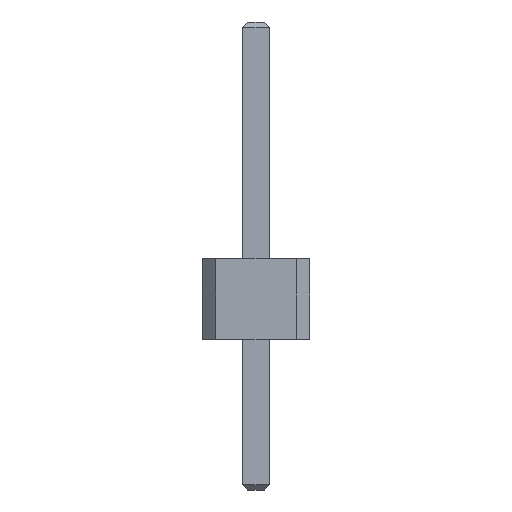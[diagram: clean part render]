
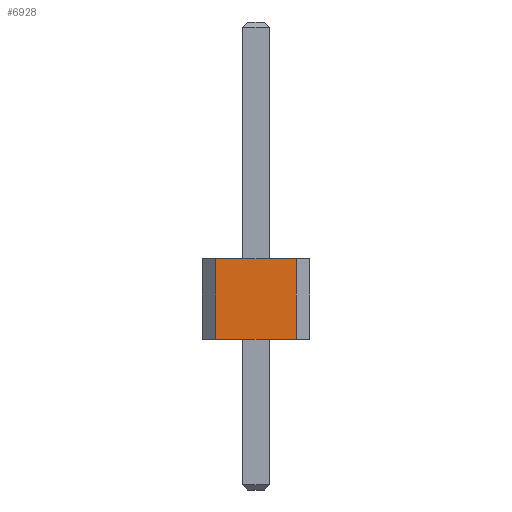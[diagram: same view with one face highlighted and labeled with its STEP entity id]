
A CAD part, front view. The second image highlights one B-rep face of the part: STEP entity #6928.
In plain terms, the highlighted planar face has unit normal (0, -1, 0).
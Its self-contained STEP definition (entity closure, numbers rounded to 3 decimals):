
#44 = PLANE('',#45);
#45 = AXIS2_PLACEMENT_3D('',#46,#47,#48);
#46 = CARTESIAN_POINT('',(-1.,0.75,0.));
#47 = DIRECTION('',(0.,0.,-1.));
#48 = DIRECTION('',(0.,1.,0.));
#100 = PLANE('',#101);
#101 = AXIS2_PLACEMENT_3D('',#102,#103,#104);
#102 = CARTESIAN_POINT('',(-1.,0.75,1.5));
#103 = DIRECTION('',(0.,0.,-1.));
#104 = DIRECTION('',(-1.,0.,0.));
#1001 = VERTEX_POINT('',#1002);
#1002 = CARTESIAN_POINT('',(0.75,-19.,0.));
#1016 = PLANE('',#1017);
#1017 = AXIS2_PLACEMENT_3D('',#1018,#1019,#1020);
#1018 = CARTESIAN_POINT('',(0.875,-18.875,0.));
#1019 = DIRECTION('',(0.707,-0.707,0.));
#1020 = DIRECTION('',(0.,0.,-1.));
#1028 = EDGE_CURVE('',#1029,#1001,#1031,.T.);
#1029 = VERTEX_POINT('',#1030);
#1030 = CARTESIAN_POINT('',(-0.75,-19.,0.));
#1031 = SURFACE_CURVE('',#1032,(#1036,#1043),.PCURVE_S1.);
#1032 = LINE('',#1033,#1034);
#1033 = CARTESIAN_POINT('',(-1.,-19.,0.));
#1034 = VECTOR('',#1035,1.);
#1035 = DIRECTION('',(1.,0.,0.));
#1036 = PCURVE('',#44,#1037);
#1037 = DEFINITIONAL_REPRESENTATION('',(#1038),#1042);
#1038 = LINE('',#1039,#1040);
#1039 = CARTESIAN_POINT('',(-19.75,0.));
#1040 = VECTOR('',#1041,1.);
#1041 = DIRECTION('',(0.,1.));
#1042 = ( GEOMETRIC_REPRESENTATION_CONTEXT(2) 
PARAMETRIC_REPRESENTATION_CONTEXT() REPRESENTATION_CONTEXT('2D SPACE',''
  ) );
#1043 = PCURVE('',#1044,#1049);
#1044 = PLANE('',#1045);
#1045 = AXIS2_PLACEMENT_3D('',#1046,#1047,#1048);
#1046 = CARTESIAN_POINT('',(-1.,-19.,0.));
#1047 = DIRECTION('',(0.,1.,0.));
#1048 = DIRECTION('',(1.,0.,0.));
#1049 = DEFINITIONAL_REPRESENTATION('',(#1050),#1054);
#1050 = LINE('',#1051,#1052);
#1051 = CARTESIAN_POINT('',(0.,0.));
#1052 = VECTOR('',#1053,1.);
#1053 = DIRECTION('',(1.,0.));
#1054 = ( GEOMETRIC_REPRESENTATION_CONTEXT(2) 
PARAMETRIC_REPRESENTATION_CONTEXT() REPRESENTATION_CONTEXT('2D SPACE',''
  ) );
#1072 = PLANE('',#1073);
#1073 = AXIS2_PLACEMENT_3D('',#1074,#1075,#1076);
#1074 = CARTESIAN_POINT('',(-0.875,-18.875,0.));
#1075 = DIRECTION('',(-0.707,-0.707,0.));
#1076 = DIRECTION('',(0.,0.,-1.));
#3670 = VERTEX_POINT('',#3671);
#3671 = CARTESIAN_POINT('',(0.75,-19.,1.5));
#3692 = EDGE_CURVE('',#3693,#3670,#3695,.T.);
#3693 = VERTEX_POINT('',#3694);
#3694 = CARTESIAN_POINT('',(-0.75,-19.,1.5));
#3695 = SURFACE_CURVE('',#3696,(#3700,#3707),.PCURVE_S1.);
#3696 = LINE('',#3697,#3698);
#3697 = CARTESIAN_POINT('',(-1.,-19.,1.5));
#3698 = VECTOR('',#3699,1.);
#3699 = DIRECTION('',(1.,0.,0.));
#3700 = PCURVE('',#100,#3701);
#3701 = DEFINITIONAL_REPRESENTATION('',(#3702),#3706);
#3702 = LINE('',#3703,#3704);
#3703 = CARTESIAN_POINT('',(0.,-19.75));
#3704 = VECTOR('',#3705,1.);
#3705 = DIRECTION('',(-1.,0.));
#3706 = ( GEOMETRIC_REPRESENTATION_CONTEXT(2) 
PARAMETRIC_REPRESENTATION_CONTEXT() REPRESENTATION_CONTEXT('2D SPACE',''
  ) );
#3707 = PCURVE('',#1044,#3708);
#3708 = DEFINITIONAL_REPRESENTATION('',(#3709),#3713);
#3709 = LINE('',#3710,#3711);
#3710 = CARTESIAN_POINT('',(0.,-1.5));
#3711 = VECTOR('',#3712,1.);
#3712 = DIRECTION('',(1.,0.));
#3713 = ( GEOMETRIC_REPRESENTATION_CONTEXT(2) 
PARAMETRIC_REPRESENTATION_CONTEXT() REPRESENTATION_CONTEXT('2D SPACE',''
  ) );
#6908 = EDGE_CURVE('',#1029,#3693,#6909,.T.);
#6909 = SURFACE_CURVE('',#6910,(#6914,#6921),.PCURVE_S1.);
#6910 = LINE('',#6911,#6912);
#6911 = CARTESIAN_POINT('',(-0.75,-19.,0.));
#6912 = VECTOR('',#6913,1.);
#6913 = DIRECTION('',(0.,0.,1.));
#6914 = PCURVE('',#1072,#6915);
#6915 = DEFINITIONAL_REPRESENTATION('',(#6916),#6920);
#6916 = LINE('',#6917,#6918);
#6917 = CARTESIAN_POINT('',(0.,0.177));
#6918 = VECTOR('',#6919,1.);
#6919 = DIRECTION('',(-1.,0.));
#6920 = ( GEOMETRIC_REPRESENTATION_CONTEXT(2) 
PARAMETRIC_REPRESENTATION_CONTEXT() REPRESENTATION_CONTEXT('2D SPACE',''
  ) );
#6921 = PCURVE('',#1044,#6922);
#6922 = DEFINITIONAL_REPRESENTATION('',(#6923),#6927);
#6923 = LINE('',#6924,#6925);
#6924 = CARTESIAN_POINT('',(0.25,0.));
#6925 = VECTOR('',#6926,1.);
#6926 = DIRECTION('',(0.,-1.));
#6927 = ( GEOMETRIC_REPRESENTATION_CONTEXT(2) 
PARAMETRIC_REPRESENTATION_CONTEXT() REPRESENTATION_CONTEXT('2D SPACE',''
  ) );
#6928 = ADVANCED_FACE('',(#6929),#1044,.F.);
#6929 = FACE_BOUND('',#6930,.F.);
#6930 = EDGE_LOOP('',(#6931,#6932,#6933,#6934));
#6931 = ORIENTED_EDGE('',*,*,#1028,.F.);
#6932 = ORIENTED_EDGE('',*,*,#6908,.T.);
#6933 = ORIENTED_EDGE('',*,*,#3692,.T.);
#6934 = ORIENTED_EDGE('',*,*,#6935,.F.);
#6935 = EDGE_CURVE('',#1001,#3670,#6936,.T.);
#6936 = SURFACE_CURVE('',#6937,(#6941,#6948),.PCURVE_S1.);
#6937 = LINE('',#6938,#6939);
#6938 = CARTESIAN_POINT('',(0.75,-19.,0.));
#6939 = VECTOR('',#6940,1.);
#6940 = DIRECTION('',(0.,0.,1.));
#6941 = PCURVE('',#1044,#6942);
#6942 = DEFINITIONAL_REPRESENTATION('',(#6943),#6947);
#6943 = LINE('',#6944,#6945);
#6944 = CARTESIAN_POINT('',(1.75,0.));
#6945 = VECTOR('',#6946,1.);
#6946 = DIRECTION('',(0.,-1.));
#6947 = ( GEOMETRIC_REPRESENTATION_CONTEXT(2) 
PARAMETRIC_REPRESENTATION_CONTEXT() REPRESENTATION_CONTEXT('2D SPACE',''
  ) );
#6948 = PCURVE('',#1016,#6949);
#6949 = DEFINITIONAL_REPRESENTATION('',(#6950),#6954);
#6950 = LINE('',#6951,#6952);
#6951 = CARTESIAN_POINT('',(0.,-0.177));
#6952 = VECTOR('',#6953,1.);
#6953 = DIRECTION('',(-1.,0.));
#6954 = ( GEOMETRIC_REPRESENTATION_CONTEXT(2) 
PARAMETRIC_REPRESENTATION_CONTEXT() REPRESENTATION_CONTEXT('2D SPACE',''
  ) );
